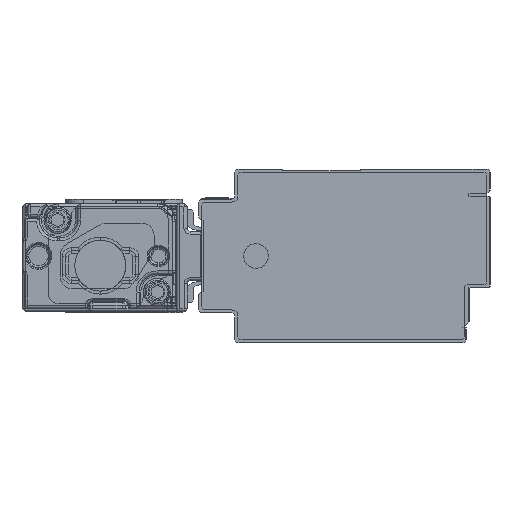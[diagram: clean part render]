
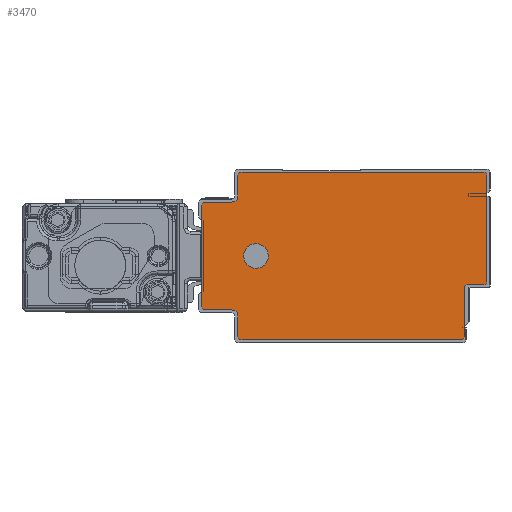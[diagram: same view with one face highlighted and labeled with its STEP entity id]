
A CAD part, left-side view. The second image highlights one B-rep face of the part: STEP entity #3470.
In plain terms, the highlighted planar face has unit normal (-1, 0, 0).
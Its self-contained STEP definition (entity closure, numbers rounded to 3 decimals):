
#1577=AXIS2_PLACEMENT_3D('Circle Axis2P3D',#1575,#1576,$) ;
#1615=AXIS2_PLACEMENT_3D('Circle Axis2P3D',#1613,#1614,$) ;
#1653=AXIS2_PLACEMENT_3D('Circle Axis2P3D',#1651,#1652,$) ;
#1691=AXIS2_PLACEMENT_3D('Circle Axis2P3D',#1689,#1690,$) ;
#3340=AXIS2_PLACEMENT_3D('Circle Axis2P3D',#3338,#3339,$) ;
#3360=AXIS2_PLACEMENT_3D('Plane Axis2P3D',#3357,#3358,#3359) ;
#3364=AXIS2_PLACEMENT_3D('Circle Axis2P3D',#3362,#3363,$) ;
#3378=AXIS2_PLACEMENT_3D('Circle Axis2P3D',#3376,#3377,$) ;
#3392=AXIS2_PLACEMENT_3D('Circle Axis2P3D',#3390,#3391,$) ;
#3406=AXIS2_PLACEMENT_3D('Circle Axis2P3D',#3404,#3405,$) ;
#3420=AXIS2_PLACEMENT_3D('Circle Axis2P3D',#3418,#3419,$) ;
#3454=AXIS2_PLACEMENT_3D('Circle Axis2P3D',#3452,#3453,$) ;
#3463=AXIS2_PLACEMENT_3D('Circle Axis2P3D',#3461,#3462,$) ;
#1533=CARTESIAN_POINT('Line Origine',(-1675.5,-3.5,19.1)) ;
#1537=CARTESIAN_POINT('Vertex',(-1675.5,-3.5,28.)) ;
#1539=CARTESIAN_POINT('Vertex',(-1675.5,-3.5,10.2)) ;
#1575=CARTESIAN_POINT('Axis2P3D Location',(-1675.5,-3.,28.)) ;
#1579=CARTESIAN_POINT('Vertex',(-1675.5,-3.,28.5)) ;
#1594=CARTESIAN_POINT('Line Origine',(-1675.5,17.25,28.5)) ;
#1598=CARTESIAN_POINT('Vertex',(-1675.5,37.5,28.5)) ;
#1613=CARTESIAN_POINT('Axis2P3D Location',(-1675.5,37.5,28.)) ;
#1617=CARTESIAN_POINT('Vertex',(-1675.5,38.,28.)) ;
#1632=CARTESIAN_POINT('Line Origine',(-1675.5,38.,26.25)) ;
#1636=CARTESIAN_POINT('Vertex',(-1675.5,38.,24.5)) ;
#1651=CARTESIAN_POINT('Axis2P3D Location',(-1675.5,39.,24.5)) ;
#1655=CARTESIAN_POINT('Vertex',(-1675.5,39.,23.5)) ;
#1670=CARTESIAN_POINT('Line Origine',(-1675.5,41.25,23.5)) ;
#1674=CARTESIAN_POINT('Vertex',(-1675.5,43.5,23.5)) ;
#1689=CARTESIAN_POINT('Axis2P3D Location',(-1675.5,43.5,23.)) ;
#1693=CARTESIAN_POINT('Vertex',(-1675.5,44.,23.)) ;
#1708=CARTESIAN_POINT('Line Origine',(-1675.5,44.,14.5)) ;
#1712=CARTESIAN_POINT('Vertex',(-1675.5,44.,6.)) ;
#3338=CARTESIAN_POINT('Axis2P3D Location',(-1675.5,-3.,10.2)) ;
#3342=CARTESIAN_POINT('Vertex',(-1675.5,-3.,9.7)) ;
#3357=CARTESIAN_POINT('Axis2P3D Location',(-1675.5,0.,0.)) ;
#3362=CARTESIAN_POINT('Axis2P3D Location',(-1675.5,43.5,6.)) ;
#3366=CARTESIAN_POINT('Vertex',(-1675.5,43.5,5.5)) ;
#3369=CARTESIAN_POINT('Line Origine',(-1675.5,41.25,5.5)) ;
#3373=CARTESIAN_POINT('Vertex',(-1675.5,39.,5.5)) ;
#3376=CARTESIAN_POINT('Axis2P3D Location',(-1675.5,39.,4.5)) ;
#3380=CARTESIAN_POINT('Vertex',(-1675.5,38.,4.5)) ;
#3383=CARTESIAN_POINT('Line Origine',(-1675.5,38.,2.75)) ;
#3387=CARTESIAN_POINT('Vertex',(-1675.5,38.,1.)) ;
#3390=CARTESIAN_POINT('Axis2P3D Location',(-1675.5,37.5,1.)) ;
#3394=CARTESIAN_POINT('Vertex',(-1675.5,37.5,0.5)) ;
#3397=CARTESIAN_POINT('Line Origine',(-1675.5,19.15,0.5)) ;
#3401=CARTESIAN_POINT('Vertex',(-1675.5,0.8,0.5)) ;
#3404=CARTESIAN_POINT('Axis2P3D Location',(-1675.5,0.8,1.)) ;
#3408=CARTESIAN_POINT('Vertex',(-1675.5,0.3,1.)) ;
#3411=CARTESIAN_POINT('Line Origine',(-1675.5,0.3,5.1)) ;
#3415=CARTESIAN_POINT('Vertex',(-1675.5,0.3,9.2)) ;
#3418=CARTESIAN_POINT('Axis2P3D Location',(-1675.5,-0.2,9.2)) ;
#3422=CARTESIAN_POINT('Vertex',(-1675.5,-0.2,9.7)) ;
#3425=CARTESIAN_POINT('Line Origine',(-1675.5,-1.6,9.7)) ;
#3452=CARTESIAN_POINT('Axis2P3D Location',(-1675.5,35.,14.5)) ;
#3456=CARTESIAN_POINT('Vertex',(-1675.5,33.186,13.509)) ;
#3458=CARTESIAN_POINT('Vertex',(-1675.5,36.814,15.491)) ;
#3461=CARTESIAN_POINT('Axis2P3D Location',(-1675.5,35.,14.5)) ;
#1534=DIRECTION('Vector Direction',(0.,0.,-1.)) ;
#1576=DIRECTION('Axis2P3D Direction',(1.,0.,0.)) ;
#1595=DIRECTION('Vector Direction',(0.,1.,0.)) ;
#1614=DIRECTION('Axis2P3D Direction',(1.,0.,0.)) ;
#1633=DIRECTION('Vector Direction',(0.,0.,1.)) ;
#1652=DIRECTION('Axis2P3D Direction',(1.,0.,0.)) ;
#1671=DIRECTION('Vector Direction',(0.,1.,0.)) ;
#1690=DIRECTION('Axis2P3D Direction',(1.,0.,0.)) ;
#1709=DIRECTION('Vector Direction',(0.,0.,1.)) ;
#3339=DIRECTION('Axis2P3D Direction',(1.,0.,0.)) ;
#3358=DIRECTION('Axis2P3D Direction',(1.,0.,0.)) ;
#3359=DIRECTION('Axis2P3D XDirection',(0.,1.,0.)) ;
#3363=DIRECTION('Axis2P3D Direction',(1.,0.,0.)) ;
#3370=DIRECTION('Vector Direction',(0.,-1.,0.)) ;
#3377=DIRECTION('Axis2P3D Direction',(1.,0.,0.)) ;
#3384=DIRECTION('Vector Direction',(0.,0.,1.)) ;
#3391=DIRECTION('Axis2P3D Direction',(1.,0.,0.)) ;
#3398=DIRECTION('Vector Direction',(0.,-1.,0.)) ;
#3405=DIRECTION('Axis2P3D Direction',(1.,0.,0.)) ;
#3412=DIRECTION('Vector Direction',(0.,0.,-1.)) ;
#3419=DIRECTION('Axis2P3D Direction',(1.,0.,0.)) ;
#3426=DIRECTION('Vector Direction',(0.,1.,0.)) ;
#3453=DIRECTION('Axis2P3D Direction',(1.,0.,0.)) ;
#3462=DIRECTION('Axis2P3D Direction',(1.,0.,0.)) ;
#1535=VECTOR('Line Direction',#1534,1.) ;
#1596=VECTOR('Line Direction',#1595,1.) ;
#1634=VECTOR('Line Direction',#1633,1.) ;
#1672=VECTOR('Line Direction',#1671,1.) ;
#1710=VECTOR('Line Direction',#1709,1.) ;
#3371=VECTOR('Line Direction',#3370,1.) ;
#3385=VECTOR('Line Direction',#3384,1.) ;
#3399=VECTOR('Line Direction',#3398,1.) ;
#3413=VECTOR('Line Direction',#3412,1.) ;
#3427=VECTOR('Line Direction',#3426,1.) ;
#3431=ORIENTED_EDGE('',*,*,#1600,.F.) ;
#3432=ORIENTED_EDGE('',*,*,#1619,.F.) ;
#3433=ORIENTED_EDGE('',*,*,#1638,.F.) ;
#3434=ORIENTED_EDGE('',*,*,#1657,.F.) ;
#3435=ORIENTED_EDGE('',*,*,#1676,.F.) ;
#3436=ORIENTED_EDGE('',*,*,#1695,.F.) ;
#3437=ORIENTED_EDGE('',*,*,#1714,.F.) ;
#3438=ORIENTED_EDGE('',*,*,#3368,.F.) ;
#3439=ORIENTED_EDGE('',*,*,#3375,.F.) ;
#3440=ORIENTED_EDGE('',*,*,#3382,.F.) ;
#3441=ORIENTED_EDGE('',*,*,#3389,.F.) ;
#3442=ORIENTED_EDGE('',*,*,#3396,.F.) ;
#3443=ORIENTED_EDGE('',*,*,#3403,.F.) ;
#3444=ORIENTED_EDGE('',*,*,#3410,.F.) ;
#3445=ORIENTED_EDGE('',*,*,#3417,.F.) ;
#3446=ORIENTED_EDGE('',*,*,#3424,.F.) ;
#3447=ORIENTED_EDGE('',*,*,#3429,.F.) ;
#3448=ORIENTED_EDGE('',*,*,#3344,.F.) ;
#3449=ORIENTED_EDGE('',*,*,#1541,.F.) ;
#3450=ORIENTED_EDGE('',*,*,#1581,.F.) ;
#3467=ORIENTED_EDGE('',*,*,#3460,.T.) ;
#3468=ORIENTED_EDGE('',*,*,#3465,.T.) ;
#3469=FACE_BOUND('',#3466,.T.) ;
#3470=ADVANCED_FACE('\X2\FF8EFF9EFF83FF9EFF68FF70\X0\.2',(#3451,#3469),#3361,.F.) ;
#1578=CIRCLE('generated circle',#1577,0.5) ;
#1616=CIRCLE('generated circle',#1615,0.5) ;
#1654=CIRCLE('generated circle',#1653,1.) ;
#1692=CIRCLE('generated circle',#1691,0.5) ;
#3341=CIRCLE('generated circle',#3340,0.5) ;
#3365=CIRCLE('generated circle',#3364,0.5) ;
#3379=CIRCLE('generated circle',#3378,1.) ;
#3393=CIRCLE('generated circle',#3392,0.5) ;
#3407=CIRCLE('generated circle',#3406,0.5) ;
#3421=CIRCLE('generated circle',#3420,0.5) ;
#3455=CIRCLE('generated circle',#3454,2.067) ;
#3464=CIRCLE('generated circle',#3463,2.067) ;
#1541=EDGE_CURVE('',#1538,#1540,#1536,.T.) ;
#1581=EDGE_CURVE('',#1580,#1538,#1578,.T.) ;
#1600=EDGE_CURVE('',#1599,#1580,#1597,.F.) ;
#1619=EDGE_CURVE('',#1618,#1599,#1616,.T.) ;
#1638=EDGE_CURVE('',#1637,#1618,#1635,.T.) ;
#1657=EDGE_CURVE('',#1656,#1637,#1654,.F.) ;
#1676=EDGE_CURVE('',#1675,#1656,#1673,.F.) ;
#1695=EDGE_CURVE('',#1694,#1675,#1692,.T.) ;
#1714=EDGE_CURVE('',#1713,#1694,#1711,.T.) ;
#3344=EDGE_CURVE('',#1540,#3343,#3341,.T.) ;
#3368=EDGE_CURVE('',#3367,#1713,#3365,.T.) ;
#3375=EDGE_CURVE('',#3374,#3367,#3372,.F.) ;
#3382=EDGE_CURVE('',#3381,#3374,#3379,.F.) ;
#3389=EDGE_CURVE('',#3388,#3381,#3386,.T.) ;
#3396=EDGE_CURVE('',#3395,#3388,#3393,.T.) ;
#3403=EDGE_CURVE('',#3402,#3395,#3400,.F.) ;
#3410=EDGE_CURVE('',#3409,#3402,#3407,.T.) ;
#3417=EDGE_CURVE('',#3416,#3409,#3414,.T.) ;
#3424=EDGE_CURVE('',#3423,#3416,#3421,.F.) ;
#3429=EDGE_CURVE('',#3343,#3423,#3428,.T.) ;
#3460=EDGE_CURVE('',#3457,#3459,#3455,.T.) ;
#3465=EDGE_CURVE('',#3459,#3457,#3464,.T.) ;
#3430=EDGE_LOOP('',(#3431,#3432,#3433,#3434,#3435,#3436,#3437,#3438,#3439,#3440,#3441,#3442,#3443,#3444,#3445,#3446,#3447,#3448,#3449,#3450)) ;
#3466=EDGE_LOOP('',(#3467,#3468)) ;
#3451=FACE_OUTER_BOUND('',#3430,.T.) ;
#1536=LINE('Line',#1533,#1535) ;
#1597=LINE('Line',#1594,#1596) ;
#1635=LINE('Line',#1632,#1634) ;
#1673=LINE('Line',#1670,#1672) ;
#1711=LINE('Line',#1708,#1710) ;
#3372=LINE('Line',#3369,#3371) ;
#3386=LINE('Line',#3383,#3385) ;
#3400=LINE('Line',#3397,#3399) ;
#3414=LINE('Line',#3411,#3413) ;
#3428=LINE('Line',#3425,#3427) ;
#3361=PLANE('Plane',#3360) ;
#1538=VERTEX_POINT('',#1537) ;
#1540=VERTEX_POINT('',#1539) ;
#1580=VERTEX_POINT('',#1579) ;
#1599=VERTEX_POINT('',#1598) ;
#1618=VERTEX_POINT('',#1617) ;
#1637=VERTEX_POINT('',#1636) ;
#1656=VERTEX_POINT('',#1655) ;
#1675=VERTEX_POINT('',#1674) ;
#1694=VERTEX_POINT('',#1693) ;
#1713=VERTEX_POINT('',#1712) ;
#3343=VERTEX_POINT('',#3342) ;
#3367=VERTEX_POINT('',#3366) ;
#3374=VERTEX_POINT('',#3373) ;
#3381=VERTEX_POINT('',#3380) ;
#3388=VERTEX_POINT('',#3387) ;
#3395=VERTEX_POINT('',#3394) ;
#3402=VERTEX_POINT('',#3401) ;
#3409=VERTEX_POINT('',#3408) ;
#3416=VERTEX_POINT('',#3415) ;
#3423=VERTEX_POINT('',#3422) ;
#3457=VERTEX_POINT('',#3456) ;
#3459=VERTEX_POINT('',#3458) ;
